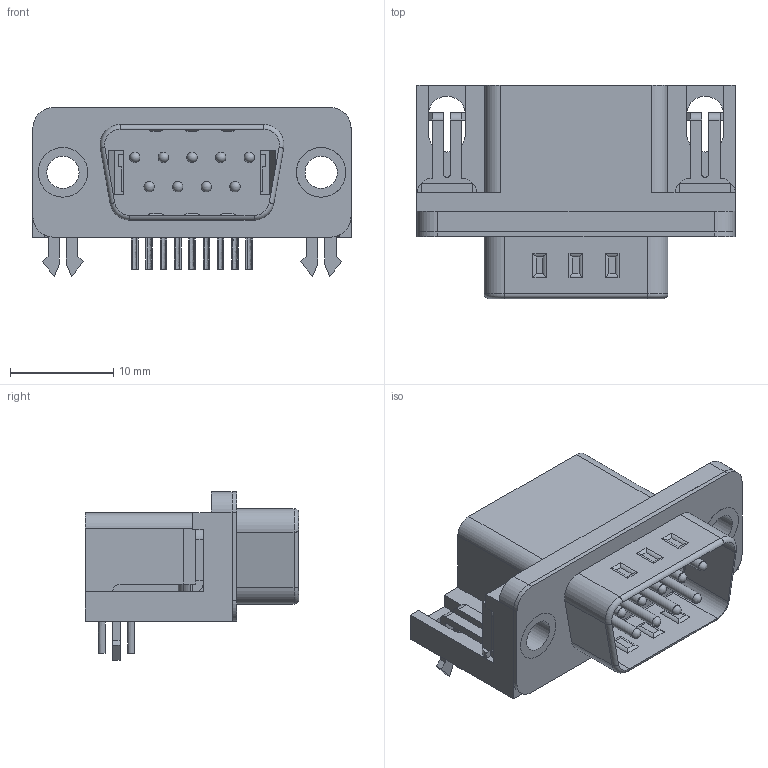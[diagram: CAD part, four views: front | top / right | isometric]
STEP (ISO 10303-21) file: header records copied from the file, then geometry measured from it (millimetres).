
FILE_DESCRIPTION(/* description */ ('Unknown'),/* implementation_level */ '2;1');
FILE_NAME(/* name */ 'J_Wurth_WR-DSUB_618009233721',/* time_stamp */ '2025-07-15T09:33:10+08:00',/* author */ ('Unknown'),/* organization */ ('Unknown'),/* preprocessor_version */ 'ST-DEVELOPER v19.4',/* originating_system */ 'Solid Edge',/* authorisation */ 'Unknown');
FILE_SCHEMA (('AUTOMOTIVE_DESIGN {1 0 10303 214 3 1 1}'));
Length unit declared in the file: millimetre
Products named in the file (2): J_Wurth_WR-DSUB_618009233721
Assembly tree (1 placements, depth 2):
  J_Wurth_WR-DSUB_618009233721
    J_Wurth_WR-DSUB_618009233721
Bounding box: 30.82 x 20.65 x 16.35 mm (x, y, z)
Volume: 3160.6 mm3; surface area: 6272.3 mm2
Topology: 16 solids, 16 shells, 711 faces, 1866 edges, 1177 vertices
Faces by surface type: plane 396, cylinder 157, bspline 126, cone 15, sphere 9, torus 8
Full cylindrical faces by diameter (mm): 0.7 x4, 0.8 x5, 1 x18, 3.121 x2, 4 x8
Entity records: 36181 total; most frequent: CARTESIAN_POINT 19391, ORIENTED_EDGE 3540, DIRECTION 3040, EDGE_CURVE 1770, LINE 1278, VECTOR 1278, VERTEX_POINT 1151, AXIS2_PLACEMENT_3D 881
